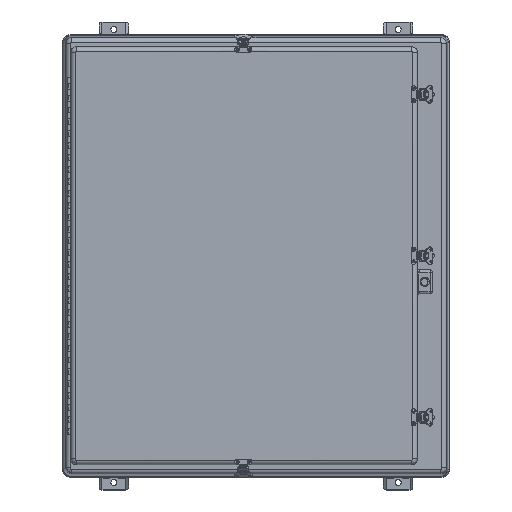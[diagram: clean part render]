
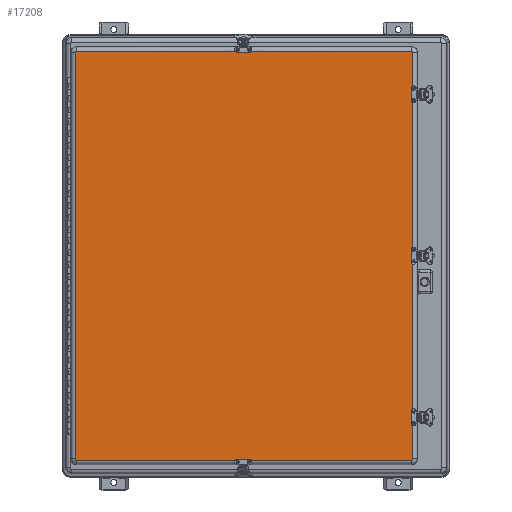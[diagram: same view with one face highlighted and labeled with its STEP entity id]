
A CAD part, top view. The second image highlights one B-rep face of the part: STEP entity #17208.
In plain terms, the highlighted planar face has unit normal (0, 0, 1).
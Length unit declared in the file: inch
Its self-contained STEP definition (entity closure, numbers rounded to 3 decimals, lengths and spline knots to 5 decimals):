
#694=PLANE($,#18609);
#1448=LINE($,#31532,#2804);
#1450=LINE($,#31537,#2806);
#1451=LINE($,#31570,#2807);
#1454=LINE($,#31577,#2810);
#2804=VECTOR($,#21795,28.15625);
#2806=VECTOR($,#21801,34.125);
#2807=VECTOR($,#21818,34.125);
#2810=VECTOR($,#21825,28.15625);
#4614=FACE_OUTER_BOUND($,#5746,.T.);
#5746=EDGE_LOOP($,(#13493,#13494,#13495,#13496,#13497,#13498,#13499,#13500));
#6930=CIRCLE($,#18586,0.10404);
#6936=CIRCLE($,#18594,0.10404);
#6940=CIRCLE($,#18598,0.10404);
#6944=CIRCLE($,#18604,0.10404);
#8097=VERTEX_POINT($,#31522);
#8098=VERTEX_POINT($,#31524);
#8100=VERTEX_POINT($,#31530);
#8101=VERTEX_POINT($,#31535);
#8103=VERTEX_POINT($,#31548);
#8104=VERTEX_POINT($,#31561);
#8107=VERTEX_POINT($,#31568);
#8108=VERTEX_POINT($,#31573);
#10068=EDGE_CURVE($,#8097,#8098,#6930,.T.);
#10072=EDGE_CURVE($,#8100,#8097,#1448,.T.);
#10075=EDGE_CURVE($,#8098,#8101,#1450,.T.);
#10077=EDGE_CURVE($,#8103,#8100,#6936,.T.);
#10081=EDGE_CURVE($,#8101,#8104,#6940,.T.);
#10083=EDGE_CURVE($,#8107,#8103,#1451,.T.);
#10087=EDGE_CURVE($,#8104,#8108,#1454,.T.);
#10089=EDGE_CURVE($,#8108,#8107,#6944,.T.);
#13493=ORIENTED_EDGE($,*,*,#10068,.F.);
#13494=ORIENTED_EDGE($,*,*,#10072,.F.);
#13495=ORIENTED_EDGE($,*,*,#10077,.F.);
#13496=ORIENTED_EDGE($,*,*,#10083,.F.);
#13497=ORIENTED_EDGE($,*,*,#10089,.F.);
#13498=ORIENTED_EDGE($,*,*,#10087,.F.);
#13499=ORIENTED_EDGE($,*,*,#10081,.F.);
#13500=ORIENTED_EDGE($,*,*,#10075,.F.);
#17208=ADVANCED_FACE($,(#4614),#694,.T.);
#18586=AXIS2_PLACEMENT_3D($,#31525,#21785,#21786);
#18594=AXIS2_PLACEMENT_3D($,#31550,#21804,#21805);
#18598=AXIS2_PLACEMENT_3D($,#31565,#21812,#21813);
#18604=AXIS2_PLACEMENT_3D($,#31588,#21828,#21829);
#18609=AXIS2_PLACEMENT_3D($,#31597,#21842,#21843);
#21785=DIRECTION('center_axis',(0.,0.,-1.));
#21786=DIRECTION('ref_axis',(0.707,0.707,0.));
#21795=DIRECTION($,(1.,0.,0.));
#21801=DIRECTION($,(0.,-1.,0.));
#21804=DIRECTION('center_axis',(0.,0.,-1.));
#21805=DIRECTION('ref_axis',(-0.707,0.707,0.));
#21812=DIRECTION('center_axis',(0.,0.,-1.));
#21813=DIRECTION('ref_axis',(0.707,-0.707,0.));
#21818=DIRECTION($,(0.,1.,0.));
#21825=DIRECTION($,(-1.,0.,0.));
#21828=DIRECTION('center_axis',(0.,0.,-1.));
#21829=DIRECTION('ref_axis',(-0.707,-0.707,0.));
#21842=DIRECTION('center_axis',(0.,0.,1.));
#21843=DIRECTION('ref_axis',(1.,0.,0.));
#31522=CARTESIAN_POINT('',(14.07813,17.16654,0.96875));
#31524=CARTESIAN_POINT('',(14.18216,17.0625,0.96875));
#31525=CARTESIAN_POINT('Origin',(14.07813,17.0625,0.96875));
#31530=CARTESIAN_POINT('',(-14.07813,17.16654,0.96875));
#31532=CARTESIAN_POINT($,(-14.07813,17.16654,0.96875));
#31535=CARTESIAN_POINT('',(14.18216,-17.0625,0.96875));
#31537=CARTESIAN_POINT($,(14.18216,17.0625,0.96875));
#31548=CARTESIAN_POINT('',(-14.18216,17.0625,0.96875));
#31550=CARTESIAN_POINT('Origin',(-14.07813,17.0625,0.96875));
#31561=CARTESIAN_POINT('',(14.07813,-17.16654,0.96875));
#31565=CARTESIAN_POINT('Origin',(14.07813,-17.0625,0.96875));
#31568=CARTESIAN_POINT('',(-14.18216,-17.0625,0.96875));
#31570=CARTESIAN_POINT($,(-14.18216,-17.0625,0.96875));
#31573=CARTESIAN_POINT('',(-14.07813,-17.16654,0.96875));
#31577=CARTESIAN_POINT($,(14.07813,-17.16654,0.96875));
#31588=CARTESIAN_POINT('Origin',(-14.07813,-17.0625,0.96875));
#31597=CARTESIAN_POINT('Origin',(0.,0.,0.96875));
